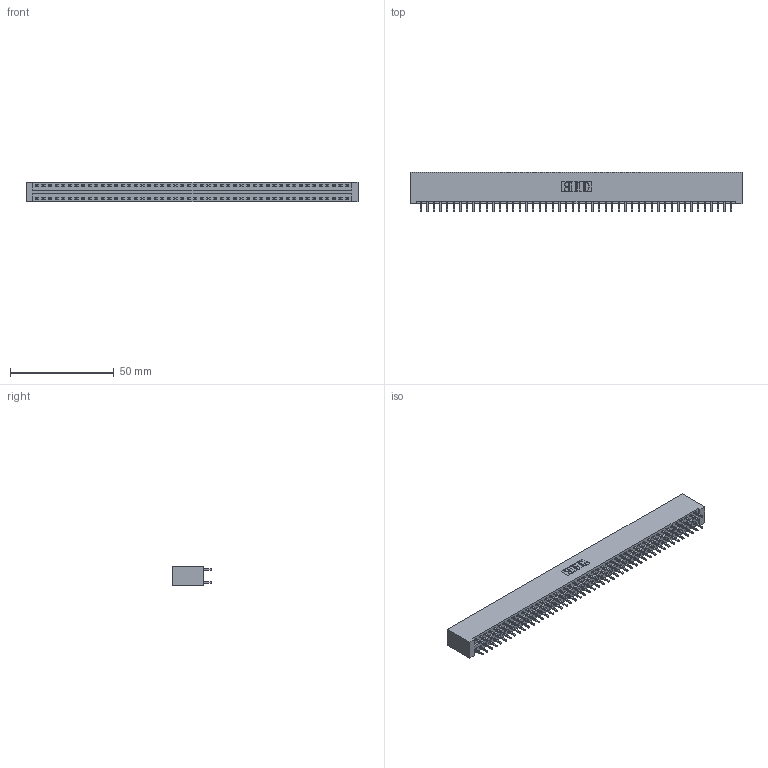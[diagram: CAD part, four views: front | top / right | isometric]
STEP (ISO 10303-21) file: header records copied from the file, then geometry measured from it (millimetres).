
FILE_DESCRIPTION (( 'STEP AP203' ), '1' );
FILE_NAME ('396-096-521-201.STEP', '2019-10-31T03:51:01', ( '' ), ( '' ), 'SwSTEP 2.0', 'SolidWorks 2016', '' );
FILE_SCHEMA (( 'CONFIG_CONTROL_DESIGN' ));
Length unit declared in the file: inch
Products named in the file (3): 345-292-001_345-293-121; 346 Part_No Mounting Lugs; 396-096-521-201
Assembly tree (97 placements, depth 2):
  396-096-521-201
    346 Part_No Mounting Lugs
    345-292-001_345-293-121  x96
Bounding box: 159.64 x 19.05 x 9.4 mm (x, y, z)
Volume: 16147.5 mm3; surface area: 22189.5 mm2
Topology: 97 solids, 97 shells, 5106 faces, 15185 edges, 9994 vertices
Faces by surface type: plane 3432, cylinder 1674
Entity records: 30259 total; most frequent: CARTESIAN_POINT 4976, ORIENTED_EDGE 4910, DIRECTION 4431, EDGE_CURVE 2455, LINE 2139, VECTOR 2139, VERTEX_POINT 1634, AXIS2_PLACEMENT_3D 1146
